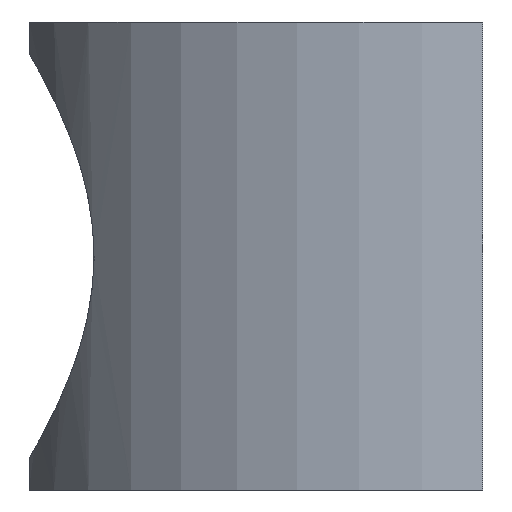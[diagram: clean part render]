
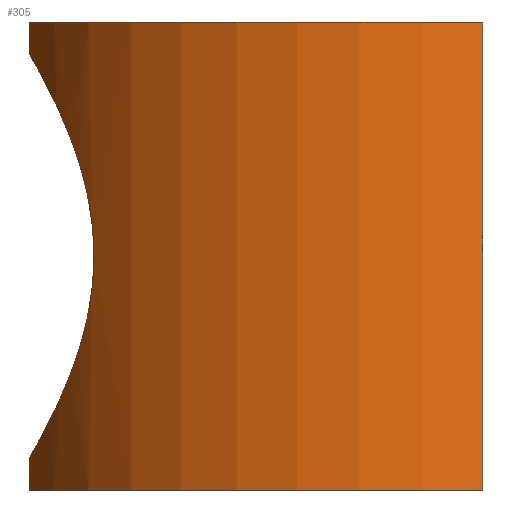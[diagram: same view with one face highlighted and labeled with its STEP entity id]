
A CAD part, left-side view. The second image highlights one B-rep face of the part: STEP entity #305.
In plain terms, the highlighted cylindrical face has radius 12.55 mm (diameter 25.1 mm), a partial arc.
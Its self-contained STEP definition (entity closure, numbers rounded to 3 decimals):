
#17=CIRCLE('',#339,12.55);
#18=CIRCLE('',#341,12.55);
#21=B_SPLINE_CURVE_WITH_KNOTS('',3,(#457,#458,#459,#460,#461,#462,#463,
#464,#465,#466,#467,#468,#469,#470,#471),.UNSPECIFIED.,.F.,.F.,(4,2,2,3,
2,2,4),(-0.841,-0.628,-0.314,0.,0.314,
0.628,0.841),.UNSPECIFIED.);
#26=CYLINDRICAL_SURFACE('',#340,12.55);
#33=FACE_OUTER_BOUND('',#51,.T.);
#51=EDGE_LOOP('',(#220,#221,#222,#223,#224,#225));
#67=LINE('',#450,#101);
#72=LINE('',#477,#106);
#76=LINE('',#489,#110);
#101=VECTOR('',#364,10.);
#106=VECTOR('',#375,10.);
#110=VECTOR('',#387,10.);
#135=VERTEX_POINT('',#447);
#136=VERTEX_POINT('',#449);
#138=VERTEX_POINT('',#455);
#140=VERTEX_POINT('',#475);
#141=VERTEX_POINT('',#479);
#144=VERTEX_POINT('',#487);
#163=EDGE_CURVE('',#136,#135,#67,.T.);
#167=EDGE_CURVE('',#135,#138,#21,.T.);
#170=EDGE_CURVE('',#138,#140,#72,.T.);
#171=EDGE_CURVE('',#136,#141,#17,.T.);
#175=EDGE_CURVE('',#144,#140,#18,.T.);
#176=EDGE_CURVE('',#144,#141,#76,.T.);
#220=ORIENTED_EDGE('',*,*,#163,.T.);
#221=ORIENTED_EDGE('',*,*,#167,.T.);
#222=ORIENTED_EDGE('',*,*,#170,.T.);
#223=ORIENTED_EDGE('',*,*,#175,.F.);
#224=ORIENTED_EDGE('',*,*,#176,.T.);
#225=ORIENTED_EDGE('',*,*,#171,.F.);
#305=ADVANCED_FACE('',(#33),#26,.T.);
#339=AXIS2_PLACEMENT_3D('',#480,#378,#379);
#340=AXIS2_PLACEMENT_3D('',#486,#383,#384);
#341=AXIS2_PLACEMENT_3D('',#488,#385,#386);
#364=DIRECTION('',(0.,0.,-1.));
#375=DIRECTION('',(0.,0.,-1.));
#378=DIRECTION('center_axis',(0.,0.,1.));
#379=DIRECTION('ref_axis',(1.,0.,0.));
#383=DIRECTION('center_axis',(0.,0.,1.));
#384=DIRECTION('ref_axis',(-0.889,0.459,0.));
#385=DIRECTION('center_axis',(0.,0.,-1.));
#386=DIRECTION('ref_axis',(1.,0.,0.));
#387=DIRECTION('',(0.,0.,1.));
#447=CARTESIAN_POINT('',(-4.,11.895,6.928));
#449=CARTESIAN_POINT('',(-4.,11.895,8.));
#450=CARTESIAN_POINT('',(-4.,11.895,0.));
#455=CARTESIAN_POINT('',(-4.,11.895,-6.928));
#457=CARTESIAN_POINT('Ctrl Pts',(-4.,11.895,6.928));
#458=CARTESIAN_POINT('Ctrl Pts',(-4.623,11.686,6.568));
#459=CARTESIAN_POINT('Ctrl Pts',(-5.184,11.442,6.13));
#460=CARTESIAN_POINT('Ctrl Pts',(-6.354,10.851,4.96));
#461=CARTESIAN_POINT('Ctrl Pts',(-6.961,10.455,4.082));
#462=CARTESIAN_POINT('Ctrl Pts',(-7.785,9.857,2.127));
#463=CARTESIAN_POINT('Ctrl Pts',(-8.,9.67,1.046));
#464=CARTESIAN_POINT('Ctrl Pts',(-8.,9.67,0.));
#465=CARTESIAN_POINT('Ctrl Pts',(-8.,9.67,-1.046));
#466=CARTESIAN_POINT('Ctrl Pts',(-7.785,9.857,-2.127));
#467=CARTESIAN_POINT('Ctrl Pts',(-6.961,10.455,-4.082));
#468=CARTESIAN_POINT('Ctrl Pts',(-6.354,10.851,-4.96));
#469=CARTESIAN_POINT('Ctrl Pts',(-5.184,11.442,-6.13));
#470=CARTESIAN_POINT('Ctrl Pts',(-4.623,11.686,-6.568));
#471=CARTESIAN_POINT('Ctrl Pts',(-4.,11.895,-6.928));
#475=CARTESIAN_POINT('',(-4.,11.895,-8.));
#477=CARTESIAN_POINT('',(-4.,11.895,0.));
#479=CARTESIAN_POINT('',(-12.015,-3.625,8.));
#480=CARTESIAN_POINT('Origin',(0.,0.,8.));
#486=CARTESIAN_POINT('Origin',(0.,0.,0.));
#487=CARTESIAN_POINT('',(-12.015,-3.625,-8.));
#488=CARTESIAN_POINT('Origin',(0.,0.,-8.));
#489=CARTESIAN_POINT('',(-12.015,-3.625,0.));
